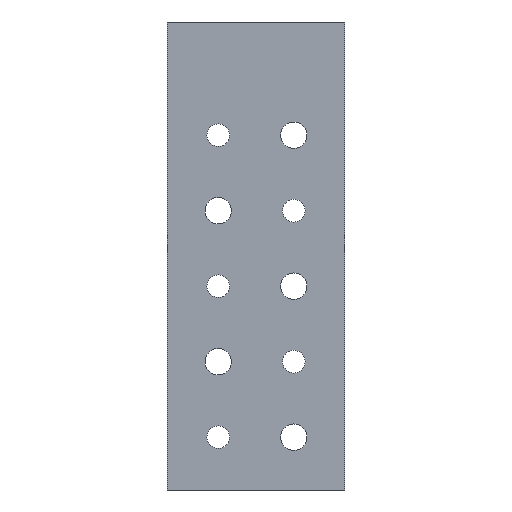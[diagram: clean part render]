
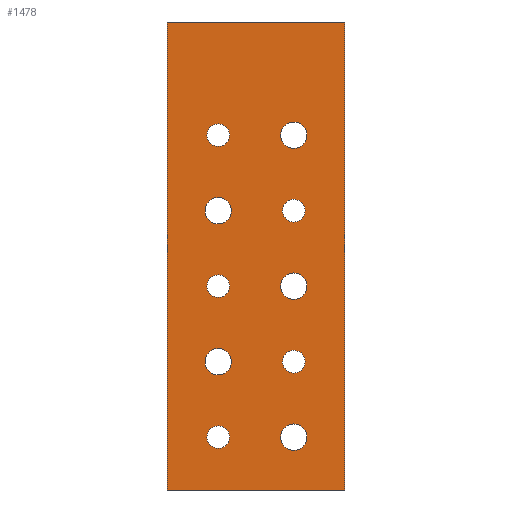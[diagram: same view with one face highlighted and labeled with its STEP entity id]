
A CAD part, front view. The second image highlights one B-rep face of the part: STEP entity #1478.
In plain terms, the highlighted planar face has unit normal (0, -1, 0).
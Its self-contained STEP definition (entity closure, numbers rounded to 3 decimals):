
#1=CARTESIAN_POINT('POINT1',(-20.,-224.,-49.
   ));
#2=VERTEX_POINT('VERTEX1',#1);
#11=CARTESIAN_POINT('POINT3',(-20.,-224.,
   -63.));
#12=VERTEX_POINT('VERTEX3',#11);
#13=CARTESIAN_POINT('POS2',(-20.,-224.,-56.)
   );
#14=DIRECTION('DIR2',(0.,1.,
   0.));
#15=DIRECTION('DIR3',(0.,0.,
   1.));
#16=AXIS2_PLACEMENT_3D('AXIS1',#13,#14,#15);
#17=CIRCLE('ELLIPSE1',#16,7.);
#18=EDGE_CURVE('EDGE2',#12,#2,#17,.T.);
#47=EDGE_CURVE('EDGE6',#2,#12,#17,.T.);
#52=CARTESIAN_POINT('POINT5',(-20.,-224.,31.
   ));
#53=VERTEX_POINT('VERTEX5',#52);
#62=CARTESIAN_POINT('POINT7',(-20.,-224.,17.
   ));
#63=VERTEX_POINT('VERTEX7',#62);
#64=CARTESIAN_POINT('POS7',(-20.,-224.,24.))
   ;
#65=DIRECTION('DIR10',(0.,1.,
   0.));
#66=DIRECTION('DIR11',(0.,0.,
   1.));
#67=AXIS2_PLACEMENT_3D('AXIS4',#64,#65,#66);
#68=CIRCLE('ELLIPSE3',#67,7.);
#69=EDGE_CURVE('EDGE8',#63,#53,#68,.T.);
#98=EDGE_CURVE('EDGE12',#53,#63,#68,.T.);
#103=CARTESIAN_POINT('POINT9',(20.,-224.,
   -89.));
#104=VERTEX_POINT('VERTEX9',#103);
#122=CARTESIAN_POINT('POINT12',(20.,-224.,-103.));
#123=VERTEX_POINT('VERTEX12',#122);
#130=CARTESIAN_POINT('POS14',(20.,-224.,-96.
   ));
#131=DIRECTION('DIR21',(0.,1.,
   0.));
#132=DIRECTION('DIR22',(0.,0.,
   1.));
#133=AXIS2_PLACEMENT_3D('AXIS8',#130,#131,#132);
#134=CIRCLE('ELLIPSE6',#133,7.);
#135=EDGE_CURVE('EDGE16',#104,#123,#134,.T.);
#146=EDGE_CURVE('EDGE17',#123,#104,#134,.T.);
#154=CARTESIAN_POINT('POINT13',(20.,-224.,
   -9.));
#155=VERTEX_POINT('VERTEX13',#154);
#173=CARTESIAN_POINT('POINT16',(20.,-224.,
   -23.));
#174=VERTEX_POINT('VERTEX16',#173);
#181=CARTESIAN_POINT('POS19',(20.,-224.,-16.
   ));
#182=DIRECTION('DIR29',(0.,1.,
   0.));
#183=DIRECTION('DIR30',(0.,0.,
   1.));
#184=AXIS2_PLACEMENT_3D('AXIS11',#181,#182,#183);
#185=CIRCLE('ELLIPSE8',#184,7.);
#186=EDGE_CURVE('EDGE22',#155,#174,#185,.T.);
#197=EDGE_CURVE('EDGE23',#174,#155,#185,.T.);
#205=CARTESIAN_POINT('POINT17',(20.,-224.,
   71.));
#206=VERTEX_POINT('VERTEX17',#205);
#224=CARTESIAN_POINT('POINT20',(20.,-224.,
   57.));
#225=VERTEX_POINT('VERTEX20',#224);
#232=CARTESIAN_POINT('POS24',(20.,-224.,64.)
   );
#233=DIRECTION('DIR37',(0.,1.,
   0.));
#234=DIRECTION('DIR38',(0.,0.,
   1.));
#235=AXIS2_PLACEMENT_3D('AXIS14',#232,#233,#234);
#236=CIRCLE('ELLIPSE10',#235,7.);
#237=EDGE_CURVE('EDGE28',#206,#225,#236,.T.);
#248=EDGE_CURVE('EDGE29',#225,#206,#236,.T.);
#722=CARTESIAN_POINT('POINT73',(47.,-224.,124.));
#723=VERTEX_POINT('VERTEX73',#722);
#731=CARTESIAN_POINT('POINT74',(-47.,-224.,124.));
#732=VERTEX_POINT('VERTEX74',#731);
#739=CARTESIAN_POINT('POS69',(0.,-224.,124.
   ));
#740=DIRECTION('DIR109',(1.,0.,
   0.));
#741=VECTOR('VEC29',#740,1.);
#742=LINE('STRAIGHT29',#739,#741);
#743=EDGE_CURVE('EDGE89',#732,#723,#742,.T.);
#1153=CARTESIAN_POINT('POINT95',(-20.,-224.,
   70.005));
#1154=VERTEX_POINT('VERTEX95',#1153);
#1172=CARTESIAN_POINT('POINT98',(-20.,-224.,
   57.995));
#1173=VERTEX_POINT('VERTEX98',#1172);
#1180=CARTESIAN_POINT('POS114',(-20.,-224.,
   64.));
#1181=DIRECTION('DIR176',(0.,1.,
   0.));
#1182=DIRECTION('DIR177',(0.,0.,
   1.));
#1183=AXIS2_PLACEMENT_3D('AXIS63',#1180,#1181,#1182);
#1184=CIRCLE('ELLIPSE42',#1183,6.005);
#1185=EDGE_CURVE('EDGE133',#1154,#1173,#1184,.T.);
#1196=EDGE_CURVE('EDGE134',#1173,#1154,#1184,.T.);
#1204=CARTESIAN_POINT('POINT99',(-20.,-224.,
   -9.995));
#1205=VERTEX_POINT('VERTEX99',#1204);
#1223=CARTESIAN_POINT('POINT102',(-20.,-224.,
   -22.005));
#1224=VERTEX_POINT('VERTEX102',#1223);
#1231=CARTESIAN_POINT('POS119',(-20.,-224.,
   -16.));
#1232=DIRECTION('DIR184',(0.,1.,
   0.));
#1233=DIRECTION('DIR185',(0.,0.,
   1.));
#1234=AXIS2_PLACEMENT_3D('AXIS66',#1231,#1232,#1233);
#1235=CIRCLE('ELLIPSE44',#1234,6.005);
#1236=EDGE_CURVE('EDGE139',#1205,#1224,#1235,.T.);
#1247=EDGE_CURVE('EDGE140',#1224,#1205,#1235,.T.);
#1255=CARTESIAN_POINT('POINT103',(-20.,-224.,
   -89.995));
#1256=VERTEX_POINT('VERTEX103',#1255);
#1274=CARTESIAN_POINT('POINT106',(-20.,-224.,-102.005));
#1275=VERTEX_POINT('VERTEX106',#1274);
#1282=CARTESIAN_POINT('POS124',(-20.,-224.,
   -96.));
#1283=DIRECTION('DIR192',(0.,1.,
   0.));
#1284=DIRECTION('DIR193',(0.,0.,
   1.));
#1285=AXIS2_PLACEMENT_3D('AXIS69',#1282,#1283,#1284);
#1286=CIRCLE('ELLIPSE46',#1285,6.005);
#1287=EDGE_CURVE('EDGE145',#1256,#1275,#1286,.T.);
#1298=EDGE_CURVE('EDGE146',#1275,#1256,#1286,.T.);
#1386=ORIENTED_EDGE('COEDGE227',*,*,#98,.T.);
#1387=ORIENTED_EDGE('COEDGE228',*,*,#69,.T.);
#1388=EDGE_LOOP('NONE',(#1386,#1387));
#1389=FACE_BOUND('LOOP1',#1388,.T.);
#1390=ORIENTED_EDGE('COEDGE229',*,*,#47,.T.);
#1391=ORIENTED_EDGE('COEDGE230',*,*,#18,.T.);
#1392=EDGE_LOOP('NONE',(#1390,#1391));
#1393=FACE_BOUND('LOOP1',#1392,.T.);
#1394=ORIENTED_EDGE('COEDGE231',*,*,#135,.T.);
#1395=ORIENTED_EDGE('COEDGE232',*,*,#146,.T.);
#1396=EDGE_LOOP('NONE',(#1394,#1395));
#1397=FACE_BOUND('LOOP1',#1396,.T.);
#1398=ORIENTED_EDGE('COEDGE233',*,*,#186,.T.);
#1399=ORIENTED_EDGE('COEDGE234',*,*,#197,.T.);
#1400=EDGE_LOOP('NONE',(#1398,#1399));
#1401=FACE_BOUND('LOOP1',#1400,.T.);
#1402=ORIENTED_EDGE('COEDGE235',*,*,#237,.T.);
#1403=ORIENTED_EDGE('COEDGE236',*,*,#248,.T.);
#1404=EDGE_LOOP('NONE',(#1402,#1403));
#1405=FACE_BOUND('LOOP1',#1404,.T.);
#1406=CARTESIAN_POINT('POINT111',(20.,-224.,
   30.005));
#1407=VERTEX_POINT('VERTEX111',#1406);
#1408=CARTESIAN_POINT('POINT112',(20.,-224.,
   17.995));
#1409=VERTEX_POINT('VERTEX112',#1408);
#1410=CARTESIAN_POINT('POS134',(20.,-224.,
   24.));
#1411=DIRECTION('DIR208',(0.,1.,
   0.));
#1412=DIRECTION('DIR209',(0.,0.,
   1.));
#1413=AXIS2_PLACEMENT_3D('AXIS75',#1410,#1411,#1412);
#1414=CIRCLE('ELLIPSE49',#1413,6.005);
#1415=EDGE_CURVE('EDGE156',#1407,#1409,#1414,.T.);
#1416=ORIENTED_EDGE('COEDGE237',*,*,#1415,.T.);
#1417=EDGE_CURVE('EDGE157',#1409,#1407,#1414,.T.);
#1418=ORIENTED_EDGE('COEDGE238',*,*,#1417,.T.);
#1419=EDGE_LOOP('NONE',(#1416,#1418));
#1420=FACE_BOUND('LOOP1',#1419,.T.);
#1421=CARTESIAN_POINT('POINT113',(20.,-224.,
   -49.995));
#1422=VERTEX_POINT('VERTEX113',#1421);
#1423=CARTESIAN_POINT('POINT114',(20.,-224.,
   -62.005));
#1424=VERTEX_POINT('VERTEX114',#1423);
#1425=CARTESIAN_POINT('POS135',(20.,-224.,
   -56.));
#1426=DIRECTION('DIR210',(0.,1.,
   0.));
#1427=DIRECTION('DIR211',(0.,0.,
   1.));
#1428=AXIS2_PLACEMENT_3D('AXIS76',#1425,#1426,#1427);
#1429=CIRCLE('ELLIPSE50',#1428,6.005);
#1430=EDGE_CURVE('EDGE158',#1422,#1424,#1429,.T.);
#1431=ORIENTED_EDGE('COEDGE239',*,*,#1430,.T.);
#1432=EDGE_CURVE('EDGE159',#1424,#1422,#1429,.T.);
#1433=ORIENTED_EDGE('COEDGE240',*,*,#1432,.T.);
#1434=EDGE_LOOP('NONE',(#1431,#1433));
#1435=FACE_BOUND('LOOP1',#1434,.T.);
#1436=ORIENTED_EDGE('COEDGE241',*,*,#1287,.T.);
#1437=ORIENTED_EDGE('COEDGE242',*,*,#1298,.T.);
#1438=EDGE_LOOP('NONE',(#1436,#1437));
#1439=FACE_BOUND('LOOP1',#1438,.T.);
#1440=ORIENTED_EDGE('COEDGE243',*,*,#1236,.T.);
#1441=ORIENTED_EDGE('COEDGE244',*,*,#1247,.T.);
#1442=EDGE_LOOP('NONE',(#1440,#1441));
#1443=FACE_BOUND('LOOP1',#1442,.T.);
#1444=ORIENTED_EDGE('COEDGE245',*,*,#1185,.T.);
#1445=ORIENTED_EDGE('COEDGE246',*,*,#1196,.T.);
#1446=EDGE_LOOP('NONE',(#1444,#1445));
#1447=FACE_BOUND('LOOP1',#1446,.T.);
#1448=CARTESIAN_POINT('POINT115',(-47.,-224.,-124.));
#1449=VERTEX_POINT('VERTEX115',#1448);
#1450=CARTESIAN_POINT('POS136',(-47.,-224.,
   0.));
#1451=DIRECTION('DIR212',(0.,0.,
   1.));
#1452=VECTOR('VEC60',#1451,1.);
#1453=LINE('STRAIGHT60',#1450,#1452);
#1454=EDGE_CURVE('EDGE160',#732,#1449,#1453,.F.);
#1455=ORIENTED_EDGE('COEDGE247',*,*,#1454,.T.);
#1456=CARTESIAN_POINT('POINT116',(47.,-224.,-124.));
#1457=VERTEX_POINT('VERTEX116',#1456);
#1458=CARTESIAN_POINT('POS137',(0.,-224.,
   -124.));
#1459=DIRECTION('DIR213',(1.,0.,
   0.));
#1460=VECTOR('VEC61',#1459,1.);
#1461=LINE('STRAIGHT61',#1458,#1460);
#1462=EDGE_CURVE('EDGE161',#1457,#1449,#1461,.F.);
#1463=ORIENTED_EDGE('COEDGE248',*,*,#1462,.F.);
#1464=CARTESIAN_POINT('POS138',(47.,-224.,
   0.));
#1465=DIRECTION('DIR214',(0.,0.,
   -1.));
#1466=VECTOR('VEC62',#1465,1.);
#1467=LINE('STRAIGHT62',#1464,#1466);
#1468=EDGE_CURVE('EDGE162',#723,#1457,#1467,.T.);
#1469=ORIENTED_EDGE('COEDGE249',*,*,#1468,.F.);
#1470=ORIENTED_EDGE('COEDGE250',*,*,#743,.F.);
#1471=EDGE_LOOP('NONE',(#1455,#1463,#1469,#1470));
#1472=FACE_BOUND('LOOP1',#1471,.T.);
#1473=CARTESIAN_POINT('POS139',(0.,-224.,
   0.));
#1474=DIRECTION('DIR215',(0.,1.,0.));
#1475=DIRECTION('DIR216',(1.,0.,0.));
#1476=AXIS2_PLACEMENT_3D('AXIS77',#1473,#1474,#1475);
#1477=PLANE('PLANE7',#1476);
#1478=ADVANCED_FACE('FACE47',(#1389,#1393,#1397,#1401,#1405,#1420,#1435,
   #1439,#1443,#1447,#1472),#1477,.F.);
